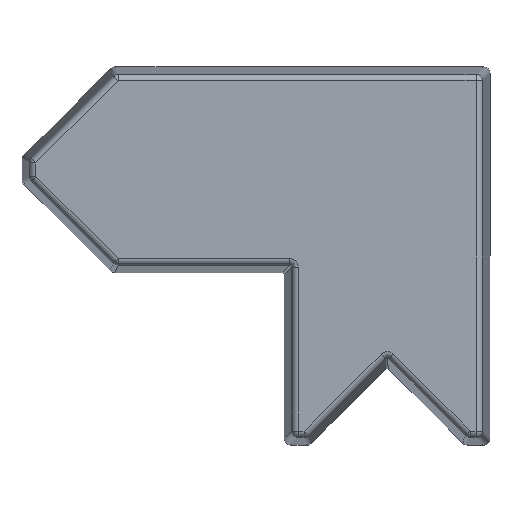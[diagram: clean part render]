
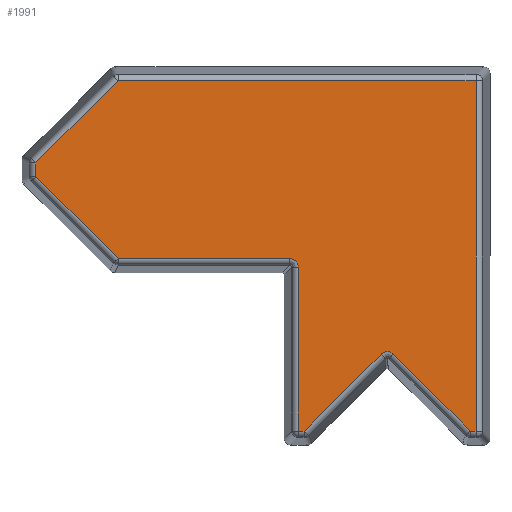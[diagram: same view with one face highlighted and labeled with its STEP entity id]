
A CAD part, front view. The second image highlights one B-rep face of the part: STEP entity #1991.
In plain terms, the highlighted planar face has unit normal (0, -1, 0).
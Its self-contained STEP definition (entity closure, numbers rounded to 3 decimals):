
#50 = CARTESIAN_POINT ( 'NONE',  ( -32.895, -1.083, 31.305 ) ) ;
#53 = CARTESIAN_POINT ( 'NONE',  ( 81.041, -1.083, -59.968 ) ) ;
#69 = VERTEX_POINT ( 'NONE', #2561 ) ;
#92 = ORIENTED_EDGE ( 'NONE', *, *, #2365, .T. ) ;
#98 = ORIENTED_EDGE ( 'NONE', *, *, #1783, .T. ) ;
#115 = DIRECTION ( 'NONE',  ( 0.707, 0., -0.707 ) ) ;
#163 = EDGE_CURVE ( 'NONE', #69, #2273, #509, .T. ) ;
#180 = VECTOR ( 'NONE', #2298, 1000. ) ;
#210 = CARTESIAN_POINT ( 'NONE',  ( 57.506, -1.083, -36.432 ) ) ;
#224 = DIRECTION ( 'NONE',  ( 0.707, 0., 0.707 ) ) ;
#225 = CARTESIAN_POINT ( 'NONE',  ( 82.723, -1.083, 0.045 ) ) ;
#250 = LINE ( 'NONE', #225, #2510 ) ;
#278 = ORIENTED_EDGE ( 'NONE', *, *, #2245, .T. ) ;
#305 = EDGE_CURVE ( 'NONE', #317, #1805, #2008, .T. ) ;
#317 = VERTEX_POINT ( 'NONE', #975 ) ;
#354 = LINE ( 'NONE', #1021, #180 ) ;
#360 =( BOUNDED_CURVE ( )  B_SPLINE_CURVE ( 3, ( #2558, #210, #1737, #2141 ),
 .UNSPECIFIED., .F., .F. ) 
 B_SPLINE_CURVE_WITH_KNOTS ( ( 4, 4 ),
 ( 2.357, 3.926 ),
 .UNSPECIFIED. ) 
 CURVE ( )  GEOMETRIC_REPRESENTATION_ITEM ( )  RATIONAL_B_SPLINE_CURVE ( ( 1., 0.805, 0.805, 1. ) ) 
 REPRESENTATION_ITEM ( '' )  );
#400 = CARTESIAN_POINT ( 'NONE',  ( 32.496, -1.083, -59.968 ) ) ;
#509 = LINE ( 'NONE', #951, #2264 ) ;
#589 = VERTEX_POINT ( 'NONE', #671 ) ;
#646 = CARTESIAN_POINT ( 'NONE',  ( 30.814, -1.083, -12.086 ) ) ;
#671 = CARTESIAN_POINT ( 'NONE',  ( 82.723, -1.083, -59.968 ) ) ;
#674 = PLANE ( 'NONE',  #2606 ) ;
#746 = CARTESIAN_POINT ( 'NONE',  ( -1.635, -1.083, -9.568 ) ) ;
#755 = CARTESIAN_POINT ( 'NONE',  ( -16.553, -1.083, -14.874 ) ) ;
#764 = LINE ( 'NONE', #2248, #2378 ) ;
#817 = CARTESIAN_POINT ( 'NONE',  ( -1.635, -1.083, -59.968 ) ) ;
#841 = VECTOR ( 'NONE', #2604, 1000. ) ;
#849 = EDGE_CURVE ( 'NONE', #69, #2136, #2300, .T. ) ;
#857 = CARTESIAN_POINT ( 'NONE',  ( 29.771, -1.083, -9.568 ) ) ;
#882 = ORIENTED_EDGE ( 'NONE', *, *, #947, .T. ) ;
#947 = EDGE_CURVE ( 'NONE', #1420, #317, #1138, .T. ) ;
#951 = CARTESIAN_POINT ( 'NONE',  ( 30.814, -1.083, 0.045 ) ) ;
#975 = CARTESIAN_POINT ( 'NONE',  ( -45.836, -1.083, 14.409 ) ) ;
#999 = VERTEX_POINT ( 'NONE', #53 ) ;
#1021 = CARTESIAN_POINT ( 'NONE',  ( -1.635, -1.083, 42.341 ) ) ;
#1033 = LINE ( 'NONE', #817, #1528 ) ;
#1046 = EDGE_CURVE ( 'NONE', #1805, #2136, #1463, .T. ) ;
#1060 = CARTESIAN_POINT ( 'NONE',  ( 28.296, -1.083, -9.568 ) ) ;
#1067 = CARTESIAN_POINT ( 'NONE',  ( -45.836, -1.083, 18.364 ) ) ;
#1138 = LINE ( 'NONE', #2363, #1906 ) ;
#1148 = DIRECTION ( 'NONE',  ( 0., 1., 0. ) ) ;
#1156 = CARTESIAN_POINT ( 'NONE',  ( 9.697, -1.083, 11.376 ) ) ;
#1193 = FACE_OUTER_BOUND ( 'NONE', #2665, .T. ) ;
#1249 = CARTESIAN_POINT ( 'NONE',  ( 54.988, -1.083, -37.476 ) ) ;
#1279 = CARTESIAN_POINT ( 'NONE',  ( 30.814, -1.083, -10.61 ) ) ;
#1313 = DIRECTION ( 'NONE',  ( 0., 0., 1. ) ) ;
#1318 = EDGE_CURVE ( 'NONE', #2074, #2585, #354, .T. ) ;
#1341 = VERTEX_POINT ( 'NONE', #1249 ) ;
#1386 = EDGE_CURVE ( 'NONE', #1788, #1341, #2713, .T. ) ;
#1420 = VERTEX_POINT ( 'NONE', #1067 ) ;
#1435 = VECTOR ( 'NONE', #224, 1000. ) ;
#1463 = LINE ( 'NONE', #746, #841 ) ;
#1511 = CARTESIAN_POINT ( 'NONE',  ( 30.814, -1.083, -59.968 ) ) ;
#1528 = VECTOR ( 'NONE', #1884, 1000. ) ;
#1535 = DIRECTION ( 'NONE',  ( -0.707, 0., -0.707 ) ) ;
#1591 = VECTOR ( 'NONE', #2674, 1000. ) ;
#1689 = ORIENTED_EDGE ( 'NONE', *, *, #163, .T. ) ;
#1695 = VERTEX_POINT ( 'NONE', #1845 ) ;
#1737 = CARTESIAN_POINT ( 'NONE',  ( 56.031, -1.083, -36.432 ) ) ;
#1748 = CARTESIAN_POINT ( 'NONE',  ( -1.635, -1.083, 0.045 ) ) ;
#1783 = EDGE_CURVE ( 'NONE', #2273, #1788, #1033, .T. ) ;
#1787 = CARTESIAN_POINT ( 'NONE',  ( 82.723, -1.083, 42.341 ) ) ;
#1788 = VERTEX_POINT ( 'NONE', #400 ) ;
#1805 = VERTEX_POINT ( 'NONE', #2718 ) ;
#1845 = CARTESIAN_POINT ( 'NONE',  ( 58.549, -1.083, -37.476 ) ) ;
#1884 = DIRECTION ( 'NONE',  ( 1., 0., 0. ) ) ;
#1906 = VECTOR ( 'NONE', #1962, 1000. ) ;
#1926 = DIRECTION ( 'NONE',  ( 1., 0., 0. ) ) ;
#1962 = DIRECTION ( 'NONE',  ( 0., 0., -1. ) ) ;
#1968 = ORIENTED_EDGE ( 'NONE', *, *, #849, .F. ) ;
#1972 = ORIENTED_EDGE ( 'NONE', *, *, #1318, .T. ) ;
#1991 = ADVANCED_FACE ( 'NONE', ( #1193 ), #674, .F. ) ;
#1992 = ORIENTED_EDGE ( 'NONE', *, *, #2331, .T. ) ;
#2008 = LINE ( 'NONE', #755, #2233 ) ;
#2028 = VECTOR ( 'NONE', #1535, 1000. ) ;
#2074 = VERTEX_POINT ( 'NONE', #1787 ) ;
#2113 = ORIENTED_EDGE ( 'NONE', *, *, #2563, .T. ) ;
#2136 = VERTEX_POINT ( 'NONE', #2677 ) ;
#2141 = CARTESIAN_POINT ( 'NONE',  ( 54.988, -1.083, -37.476 ) ) ;
#2201 = DIRECTION ( 'NONE',  ( 0., 0., -1. ) ) ;
#2217 = DIRECTION ( 'NONE',  ( 0., 0., 1. ) ) ;
#2233 = VECTOR ( 'NONE', #115, 1000. ) ;
#2245 = EDGE_CURVE ( 'NONE', #999, #589, #764, .T. ) ;
#2248 = CARTESIAN_POINT ( 'NONE',  ( -1.635, -1.083, -59.968 ) ) ;
#2264 = VECTOR ( 'NONE', #2201, 1000. ) ;
#2270 = CARTESIAN_POINT ( 'NONE',  ( -21.859, -1.083, 42.341 ) ) ;
#2273 = VERTEX_POINT ( 'NONE', #1511 ) ;
#2298 = DIRECTION ( 'NONE',  ( -1., 0., 0. ) ) ;
#2300 =( BOUNDED_CURVE ( )  B_SPLINE_CURVE ( 3, ( #646, #1279, #857, #1060 ),
 .UNSPECIFIED., .F., .T. ) 
 B_SPLINE_CURVE_WITH_KNOTS ( ( 4, 4 ),
 ( 2.357, 3.926 ),
 .UNSPECIFIED. ) 
 CURVE ( )  GEOMETRIC_REPRESENTATION_ITEM ( )  RATIONAL_B_SPLINE_CURVE ( ( 1., 0.805, 0.805, 1. ) ) 
 REPRESENTATION_ITEM ( '' )  );
#2318 = ORIENTED_EDGE ( 'NONE', *, *, #1046, .T. ) ;
#2331 = EDGE_CURVE ( 'NONE', #589, #2074, #250, .T. ) ;
#2352 = EDGE_CURVE ( 'NONE', #1695, #1341, #360, .T. ) ;
#2363 = CARTESIAN_POINT ( 'NONE',  ( -45.836, -1.083, 0.045 ) ) ;
#2365 = EDGE_CURVE ( 'NONE', #2585, #1420, #2673, .T. ) ;
#2378 = VECTOR ( 'NONE', #1926, 1000. ) ;
#2379 = ORIENTED_EDGE ( 'NONE', *, *, #305, .T. ) ;
#2438 = LINE ( 'NONE', #1156, #1591 ) ;
#2510 = VECTOR ( 'NONE', #1313, 1000. ) ;
#2558 = CARTESIAN_POINT ( 'NONE',  ( 58.549, -1.083, -37.476 ) ) ;
#2561 = CARTESIAN_POINT ( 'NONE',  ( 30.814, -1.083, -12.086 ) ) ;
#2563 = EDGE_CURVE ( 'NONE', #1695, #999, #2438, .T. ) ;
#2585 = VERTEX_POINT ( 'NONE', #2270 ) ;
#2604 = DIRECTION ( 'NONE',  ( 1., 0., 0. ) ) ;
#2606 = AXIS2_PLACEMENT_3D ( 'NONE', #1748, #1148, #2217 ) ;
#2608 = ORIENTED_EDGE ( 'NONE', *, *, #1386, .T. ) ;
#2665 = EDGE_LOOP ( 'NONE', ( #1968, #1689, #98, #2608, #2703, #2113, #278, #1992, #1972, #92, #882, #2379, #2318 ) ) ;
#2673 = LINE ( 'NONE', #50, #2028 ) ;
#2674 = DIRECTION ( 'NONE',  ( 0.707, 0., -0.707 ) ) ;
#2677 = CARTESIAN_POINT ( 'NONE',  ( 28.296, -1.083, -9.568 ) ) ;
#2703 = ORIENTED_EDGE ( 'NONE', *, *, #2352, .F. ) ;
#2713 = LINE ( 'NONE', #2750, #1435 ) ;
#2718 = CARTESIAN_POINT ( 'NONE',  ( -21.859, -1.083, -9.568 ) ) ;
#2750 = CARTESIAN_POINT ( 'NONE',  ( 45.437, -1.083, -47.027 ) ) ;
